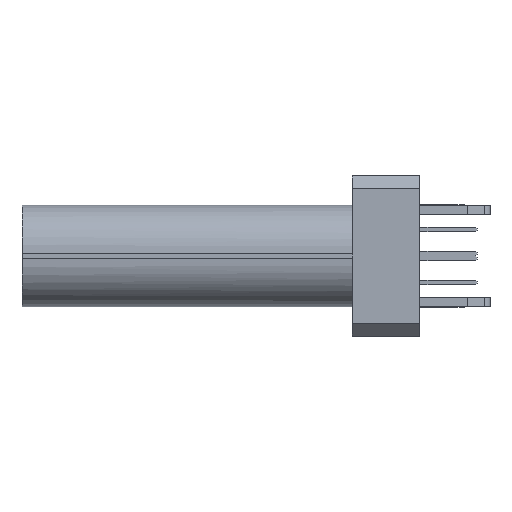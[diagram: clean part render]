
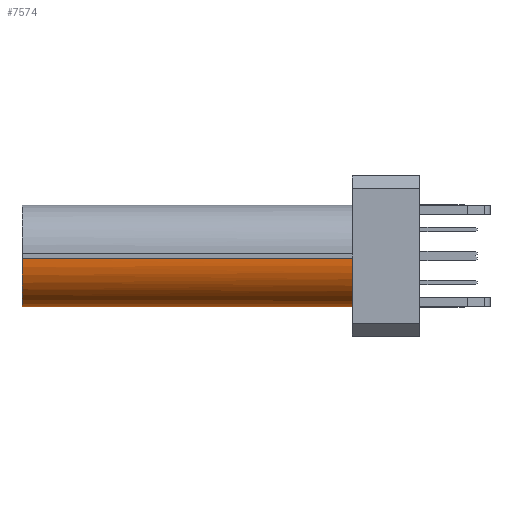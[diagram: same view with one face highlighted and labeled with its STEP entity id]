
A CAD part, left-side view. The second image highlights one B-rep face of the part: STEP entity #7574.
In plain terms, the highlighted cylindrical face has radius 1.5 mm (diameter 3 mm), a partial arc.
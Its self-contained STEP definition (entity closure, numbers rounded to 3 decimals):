
#53 = CARTESIAN_POINT ( 'NONE',  ( -2.661, 5.348, 1.844 ) ) ;
#135 = CARTESIAN_POINT ( 'NONE',  ( -2.099, 5.348, 0.674 ) ) ;
#262 = VERTEX_POINT ( 'NONE', #6435 ) ;
#459 = EDGE_CURVE ( 'NONE', #2210, #12607, #14891, .T. ) ;
#795 = CARTESIAN_POINT ( 'NONE',  ( -1.161, 20.348, 1.844 ) ) ;
#850 = VECTOR ( 'NONE', #14916, 1000. ) ;
#872 = FACE_OUTER_BOUND ( 'NONE', #14508, .T. ) ;
#1096 = LINE ( 'NONE', #12164, #7389 ) ;
#1457 = CARTESIAN_POINT ( 'NONE',  ( -2.661, 15.648, 1.844 ) ) ;
#1842 = CARTESIAN_POINT ( 'NONE',  ( -1.161, 5.348, 1.844 ) ) ;
#2135 = ORIENTED_EDGE ( 'NONE', *, *, #2700, .F. ) ;
#2165 = AXIS2_PLACEMENT_3D ( 'NONE', #795, #14158, #9267 ) ;
#2210 = VERTEX_POINT ( 'NONE', #3613 ) ;
#2347 = CARTESIAN_POINT ( 'NONE',  ( -2.61, 5.348, 1.397 ) ) ;
#2700 = EDGE_CURVE ( 'NONE', #2210, #6911, #8831, .T. ) ;
#2707 = ORIENTED_EDGE ( 'NONE', *, *, #459, .T. ) ;
#2740 = DIRECTION ( 'NONE',  ( 0., 0., -1. ) ) ;
#3312 = CARTESIAN_POINT ( 'NONE',  ( -2.661, 5.348, 1.621 ) ) ;
#3613 = CARTESIAN_POINT ( 'NONE',  ( -1.161, 5.348, 0.344 ) ) ;
#4434 = CIRCLE ( 'NONE', #8486, 1.5 ) ;
#5037 = CARTESIAN_POINT ( 'NONE',  ( -1.161, 15.648, 1.844 ) ) ;
#5775 = DIRECTION ( 'NONE',  ( 0., -1., 0. ) ) ;
#6175 = ORIENTED_EDGE ( 'NONE', *, *, #15564, .T. ) ;
#6435 = CARTESIAN_POINT ( 'NONE',  ( -2.661, 5.348, 1.844 ) ) ;
#6911 = VERTEX_POINT ( 'NONE', #12210 ) ;
#7067 = VERTEX_POINT ( 'NONE', #1457 ) ;
#7389 = VECTOR ( 'NONE', #14543, 1000. ) ;
#7574 = ADVANCED_FACE ( 'NONE', ( #872 ), #9034, .T. ) ;
#7640 = EDGE_CURVE ( 'NONE', #7067, #6911, #4434, .T. ) ;
#8351 = ORIENTED_EDGE ( 'NONE', *, *, #12849, .T. ) ;
#8486 = AXIS2_PLACEMENT_3D ( 'NONE', #5037, #5775, #2740 ) ;
#8540 = B_SPLINE_CURVE_WITH_KNOTS ( 'NONE', 3,
 ( #135, #12896, #10967, #2347, #3312, #53 ),
 .UNSPECIFIED., .F., .F.,
 ( 4, 2, 4 ),
 ( 0., 0.5, 1. ),
 .UNSPECIFIED. ) ;
#8831 = LINE ( 'NONE', #13415, #850 ) ;
#8971 = DIRECTION ( 'NONE',  ( 0., 1., 0. ) ) ;
#9034 = CYLINDRICAL_SURFACE ( 'NONE', #2165, 1.5 ) ;
#9267 = DIRECTION ( 'NONE',  ( 0., 0., -1. ) ) ;
#10967 = CARTESIAN_POINT ( 'NONE',  ( -2.416, 5.348, 0.994 ) ) ;
#11348 = AXIS2_PLACEMENT_3D ( 'NONE', #1842, #8971, #15133 ) ;
#12164 = CARTESIAN_POINT ( 'NONE',  ( -2.661, 20.348, 1.844 ) ) ;
#12210 = CARTESIAN_POINT ( 'NONE',  ( -1.161, 15.648, 0.344 ) ) ;
#12607 = VERTEX_POINT ( 'NONE', #12816 ) ;
#12816 = CARTESIAN_POINT ( 'NONE',  ( -2.099, 5.348, 0.674 ) ) ;
#12849 = EDGE_CURVE ( 'NONE', #262, #7067, #1096, .T. ) ;
#12896 = CARTESIAN_POINT ( 'NONE',  ( -2.274, 5.348, 0.814 ) ) ;
#13379 = ORIENTED_EDGE ( 'NONE', *, *, #7640, .T. ) ;
#13415 = CARTESIAN_POINT ( 'NONE',  ( -1.161, 20.348, 0.344 ) ) ;
#14158 = DIRECTION ( 'NONE',  ( 0., -1., 0. ) ) ;
#14508 = EDGE_LOOP ( 'NONE', ( #2707, #6175, #8351, #13379, #2135 ) ) ;
#14543 = DIRECTION ( 'NONE',  ( 0., 1., 0. ) ) ;
#14891 = CIRCLE ( 'NONE', #11348, 1.5 ) ;
#14916 = DIRECTION ( 'NONE',  ( 0., 1., 0. ) ) ;
#15133 = DIRECTION ( 'NONE',  ( 0., 0., -1. ) ) ;
#15564 = EDGE_CURVE ( 'NONE', #12607, #262, #8540, .T. ) ;
